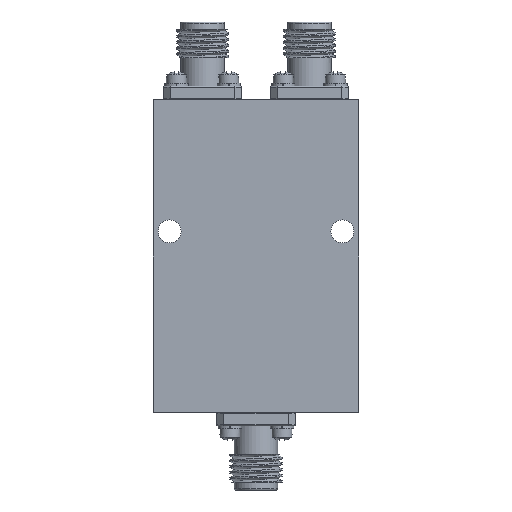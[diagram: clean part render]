
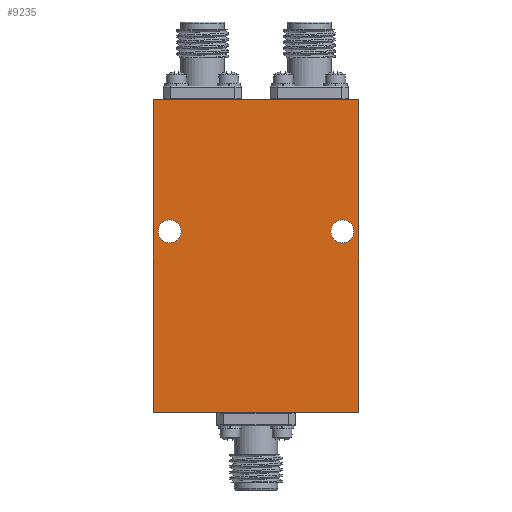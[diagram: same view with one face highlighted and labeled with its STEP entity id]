
A CAD part, front view. The second image highlights one B-rep face of the part: STEP entity #9235.
In plain terms, the highlighted planar face has unit normal (0, -1, 0).
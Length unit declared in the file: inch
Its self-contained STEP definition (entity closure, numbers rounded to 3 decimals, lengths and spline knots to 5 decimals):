
#44 = ORIENTED_EDGE ( 'NONE', *, *, #22113, .F. ) ;
#231 = EDGE_CURVE ( 'NONE', #22127, #19536, #1507, .T. ) ;
#294 = VERTEX_POINT ( 'NONE', #25855 ) ;
#1310 = PLANE ( 'NONE',  #24260 ) ;
#1371 = CIRCLE ( 'NONE', #11122, 0.055 ) ;
#1507 = LINE ( 'NONE', #10485, #26272 ) ;
#3135 = FACE_BOUND ( 'NONE', #27527, .T. ) ;
#3475 = DIRECTION ( 'NONE',  ( -1., 0., 0. ) ) ;
#3767 = LINE ( 'NONE', #22489, #17984 ) ;
#5579 = FACE_OUTER_BOUND ( 'NONE', #28633, .T. ) ;
#5745 = ORIENTED_EDGE ( 'NONE', *, *, #22939, .F. ) ;
#6028 = FACE_BOUND ( 'NONE', #20572, .T. ) ;
#6369 = ORIENTED_EDGE ( 'NONE', *, *, #28184, .F. ) ;
#6497 = DIRECTION ( 'NONE',  ( 0., 0., 1. ) ) ;
#6715 = CARTESIAN_POINT ( 'NONE',  ( 0.9055, -0.394, -0.685 ) ) ;
#7026 = VERTEX_POINT ( 'NONE', #25537 ) ;
#7573 = ORIENTED_EDGE ( 'NONE', *, *, #24861, .F. ) ;
#7800 = ORIENTED_EDGE ( 'NONE', *, *, #17292, .F. ) ;
#8048 = DIRECTION ( 'NONE',  ( 0., 0., -1. ) ) ;
#9235 = ADVANCED_FACE ( 'NONE', ( #6028, #3135, #5579 ), #1310, .T. ) ;
#9639 = VECTOR ( 'NONE', #6497, 39.37008 ) ;
#10308 = ORIENTED_EDGE ( 'NONE', *, *, #231, .F. ) ;
#10485 = CARTESIAN_POINT ( 'NONE',  ( 0.984, -0.394, 0. ) ) ;
#10623 = DIRECTION ( 'NONE',  ( 0., -1., 0. ) ) ;
#11122 = AXIS2_PLACEMENT_3D ( 'NONE', #22052, #19641, #24460 ) ;
#12576 = VECTOR ( 'NONE', #29151, 39.37008 ) ;
#12904 = CARTESIAN_POINT ( 'NONE',  ( 0.984, -0.394, 0. ) ) ;
#14308 = DIRECTION ( 'NONE',  ( 0., 0., -1. ) ) ;
#14726 = CARTESIAN_POINT ( 'NONE',  ( 0., -0.394, 0. ) ) ;
#15848 = VERTEX_POINT ( 'NONE', #19306 ) ;
#17292 = EDGE_CURVE ( 'NONE', #22523, #22523, #22156, .T. ) ;
#17984 = VECTOR ( 'NONE', #3475, 39.37008 ) ;
#19306 = CARTESIAN_POINT ( 'NONE',  ( 0., -0.394, -1.496 ) ) ;
#19536 = VERTEX_POINT ( 'NONE', #23916 ) ;
#19641 = DIRECTION ( 'NONE',  ( 0., -1., 0. ) ) ;
#20572 = EDGE_LOOP ( 'NONE', ( #7800 ) ) ;
#21725 = DIRECTION ( 'NONE',  ( 0., 0., -1. ) ) ;
#22052 = CARTESIAN_POINT ( 'NONE',  ( 0.0785, -0.394, -0.63 ) ) ;
#22113 = EDGE_CURVE ( 'NONE', #7026, #22127, #27140, .T. ) ;
#22127 = VERTEX_POINT ( 'NONE', #12904 ) ;
#22156 = CIRCLE ( 'NONE', #24074, 0.055 ) ;
#22489 = CARTESIAN_POINT ( 'NONE',  ( 0., -0.394, -1.496 ) ) ;
#22523 = VERTEX_POINT ( 'NONE', #6715 ) ;
#22939 = EDGE_CURVE ( 'NONE', #19536, #15848, #3767, .T. ) ;
#23916 = CARTESIAN_POINT ( 'NONE',  ( 0.984, -0.394, -1.496 ) ) ;
#24074 = AXIS2_PLACEMENT_3D ( 'NONE', #25839, #27800, #14308 ) ;
#24260 = AXIS2_PLACEMENT_3D ( 'NONE', #14726, #10623, #8048 ) ;
#24460 = DIRECTION ( 'NONE',  ( 0., 0., -1. ) ) ;
#24735 = CARTESIAN_POINT ( 'NONE',  ( 0., -0.394, 0. ) ) ;
#24861 = EDGE_CURVE ( 'NONE', #294, #294, #1371, .T. ) ;
#25537 = CARTESIAN_POINT ( 'NONE',  ( 0., -0.394, 0. ) ) ;
#25839 = CARTESIAN_POINT ( 'NONE',  ( 0.9055, -0.394, -0.63 ) ) ;
#25855 = CARTESIAN_POINT ( 'NONE',  ( 0.0785, -0.394, -0.685 ) ) ;
#26272 = VECTOR ( 'NONE', #21725, 39.37008 ) ;
#27140 = LINE ( 'NONE', #24735, #12576 ) ;
#27152 = CARTESIAN_POINT ( 'NONE',  ( 0., -0.394, 0. ) ) ;
#27302 = LINE ( 'NONE', #27152, #9639 ) ;
#27527 = EDGE_LOOP ( 'NONE', ( #7573 ) ) ;
#27800 = DIRECTION ( 'NONE',  ( 0., -1., 0. ) ) ;
#28184 = EDGE_CURVE ( 'NONE', #15848, #7026, #27302, .T. ) ;
#28633 = EDGE_LOOP ( 'NONE', ( #6369, #5745, #10308, #44 ) ) ;
#29151 = DIRECTION ( 'NONE',  ( 1., 0., 0. ) ) ;
